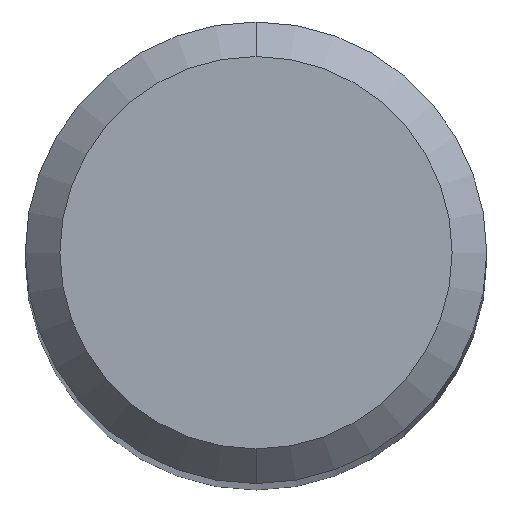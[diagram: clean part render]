
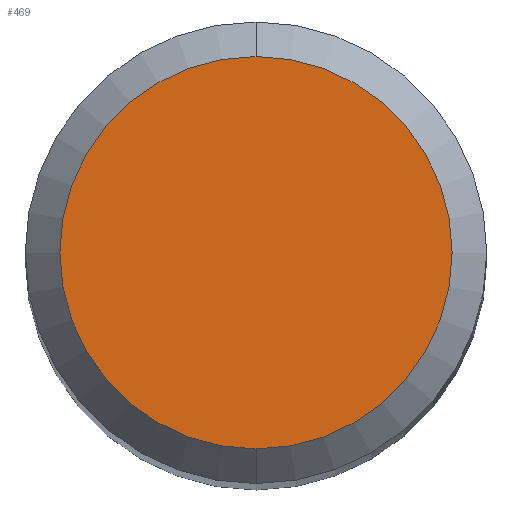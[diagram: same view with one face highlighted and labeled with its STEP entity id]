
A CAD part, top view. The second image highlights one B-rep face of the part: STEP entity #469.
In plain terms, the highlighted planar face has unit normal (0, 0, 1).
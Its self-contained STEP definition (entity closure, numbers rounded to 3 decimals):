
#469=ADVANCED_FACE('',(#1320),#1321,.T.);
#517=EDGE_CURVE('',#779,#797,#1375,.T.);
#779=VERTEX_POINT('',#1662);
#797=VERTEX_POINT('',#1683);
#1201=EDGE_CURVE('',#797,#779,#2121,.T.);
#1320=FACE_OUTER_BOUND('',#2255,.T.);
#1321=PLANE('',#2256);
#1375=CIRCLE('',#2349,1.7);
#1662=CARTESIAN_POINT('',(0.,-1.7,0.0));
#1683=CARTESIAN_POINT('',(0.0,1.7,0.0));
#2121=CIRCLE('',#6025,1.7);
#2255=EDGE_LOOP('',(#6316,#6317));
#2256=AXIS2_PLACEMENT_3D('',#6318,#6319,#6320);
#2349=AXIS2_PLACEMENT_3D('',#6417,#6418,#6419);
#6025=AXIS2_PLACEMENT_3D('',#7200,#7201,#7202);
#6316=ORIENTED_EDGE('',*,*,#1201,.F.);
#6317=ORIENTED_EDGE('',*,*,#517,.F.);
#6318=CARTESIAN_POINT('',(0.0,0.85,0.0));
#6319=DIRECTION('',(-0.0,0.0,1.0));
#6320=DIRECTION('',(0.0,-1.0,0.0));
#6417=CARTESIAN_POINT('',(0.0,0.0,0.0));
#6418=DIRECTION('',(0.0,0.0,-1.0));
#6419=DIRECTION('',(0.0,1.0,0.0));
#7200=CARTESIAN_POINT('',(0.0,0.0,0.0));
#7201=DIRECTION('',(0.0,0.0,-1.0));
#7202=DIRECTION('',(0.0,1.0,0.0));
